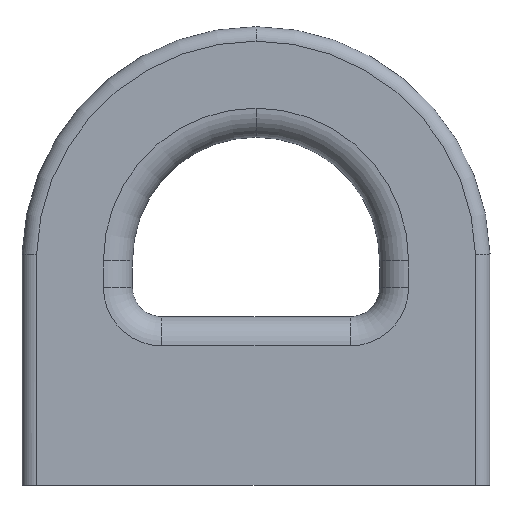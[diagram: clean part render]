
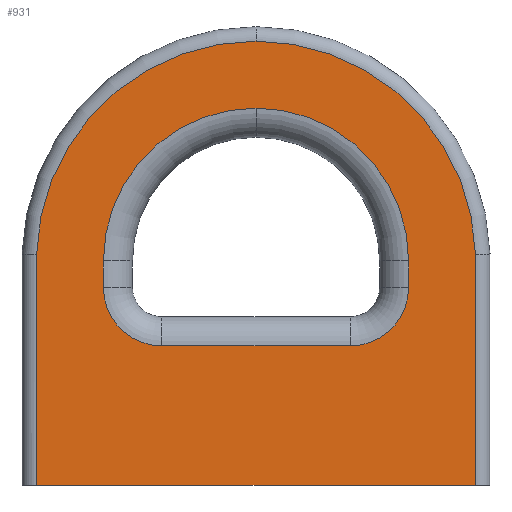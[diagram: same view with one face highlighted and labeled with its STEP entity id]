
A CAD part, front view. The second image highlights one B-rep face of the part: STEP entity #931.
In plain terms, the highlighted planar face has unit normal (0, -1, 0).
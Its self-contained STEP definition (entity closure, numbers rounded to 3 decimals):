
#24 = CIRCLE ( 'NONE', #274, 75.536 ) ;
#38 = EDGE_CURVE ( 'NONE', #435, #485, #281, .T. ) ;
#50 = VERTEX_POINT ( 'NONE', #777 ) ;
#58 = CARTESIAN_POINT ( 'NONE',  ( -82.751, -22.95, 160. ) ) ;
#77 = CARTESIAN_POINT ( 'NONE',  ( 0., -22.95, 77.249 ) ) ;
#129 = CARTESIAN_POINT ( 'NONE',  ( -75.502, -22.95, 79.509 ) ) ;
#145 = FACE_OUTER_BOUND ( 'NONE', #335, .T. ) ;
#149 = DIRECTION ( 'NONE',  ( 0., -1., 0. ) ) ;
#150 = EDGE_CURVE ( 'NONE', #1235, #1120, #1211, .T. ) ;
#151 = DIRECTION ( 'NONE',  ( 0., 1., 0. ) ) ;
#163 = CIRCLE ( 'NONE', #1193, 52.5 ) ;
#168 = DIRECTION ( 'NONE',  ( 0., 0., -1. ) ) ;
#180 = DIRECTION ( 'NONE',  ( 0., 0., 1. ) ) ;
#195 = ORIENTED_EDGE ( 'NONE', *, *, #1075, .T. ) ;
#213 = EDGE_CURVE ( 'NONE', #275, #940, #985, .T. ) ;
#219 = DIRECTION ( 'NONE',  ( 0., 0., -1. ) ) ;
#234 = LINE ( 'NONE', #997, #248 ) ;
#248 = VECTOR ( 'NONE', #906, 1000. ) ;
#266 = DIRECTION ( 'NONE',  ( 0., -1., 0. ) ) ;
#272 = CARTESIAN_POINT ( 'NONE',  ( -75.502, -22.95, 160. ) ) ;
#274 = AXIS2_PLACEMENT_3D ( 'NONE', #528, #149, #1025 ) ;
#275 = VERTEX_POINT ( 'NONE', #671 ) ;
#276 = DIRECTION ( 'NONE',  ( 0., 0., 1. ) ) ;
#280 = DIRECTION ( 'NONE',  ( 0., 1., 0. ) ) ;
#281 = LINE ( 'NONE', #1166, #782 ) ;
#282 = EDGE_CURVE ( 'NONE', #1120, #903, #163, .T. ) ;
#302 = ORIENTED_EDGE ( 'NONE', *, *, #213, .T. ) ;
#312 = CARTESIAN_POINT ( 'NONE',  ( 52.5, -22.95, 160. ) ) ;
#318 = AXIS2_PLACEMENT_3D ( 'NONE', #77, #1054, #180 ) ;
#335 = EDGE_LOOP ( 'NONE', ( #859, #1256, #1236, #1191, #195 ) ) ;
#336 = PLANE ( 'NONE',  #973 ) ;
#349 = DIRECTION ( 'NONE',  ( -1., 0., 0. ) ) ;
#370 = CARTESIAN_POINT ( 'NONE',  ( 52.5, -22.95, 67.999 ) ) ;
#391 = EDGE_LOOP ( 'NONE', ( #302, #1230, #440, #1102, #1099, #897, #928 ) ) ;
#435 = VERTEX_POINT ( 'NONE', #513 ) ;
#440 = ORIENTED_EDGE ( 'NONE', *, *, #150, .T. ) ;
#442 = LINE ( 'NONE', #740, #517 ) ;
#445 = DIRECTION ( 'NONE',  ( 0., 0., 1. ) ) ;
#485 = VERTEX_POINT ( 'NONE', #813 ) ;
#488 = VECTOR ( 'NONE', #219, 1000. ) ;
#495 = CARTESIAN_POINT ( 'NONE',  ( 0., -22.95, 77.249 ) ) ;
#501 = CARTESIAN_POINT ( 'NONE',  ( 52.5, -22.95, 77.249 ) ) ;
#513 = CARTESIAN_POINT ( 'NONE',  ( -75.502, -22.95, 0. ) ) ;
#517 = VECTOR ( 'NONE', #845, 1000. ) ;
#528 = CARTESIAN_POINT ( 'NONE',  ( 0., -22.95, 77.249 ) ) ;
#531 = CARTESIAN_POINT ( 'NONE',  ( -52.5, -22.95, 67.999 ) ) ;
#554 = EDGE_CURVE ( 'NONE', #676, #620, #24, .T. ) ;
#573 = EDGE_CURVE ( 'NONE', #1129, #681, #1033, .T. ) ;
#576 = VECTOR ( 'NONE', #168, 1000. ) ;
#606 = LINE ( 'NONE', #643, #1014 ) ;
#620 = VERTEX_POINT ( 'NONE', #129 ) ;
#635 = AXIS2_PLACEMENT_3D ( 'NONE', #647, #266, #1049 ) ;
#638 = DIRECTION ( 'NONE',  ( 0., 0., 1. ) ) ;
#643 = CARTESIAN_POINT ( 'NONE',  ( -82.751, -22.95, 47.999 ) ) ;
#647 = CARTESIAN_POINT ( 'NONE',  ( 0., -22.95, 77.249 ) ) ;
#654 = CARTESIAN_POINT ( 'NONE',  ( 0., -22.95, 129.749 ) ) ;
#671 = CARTESIAN_POINT ( 'NONE',  ( -32.5, -22.95, 47.999 ) ) ;
#676 = VERTEX_POINT ( 'NONE', #1048 ) ;
#681 = VERTEX_POINT ( 'NONE', #912 ) ;
#740 = CARTESIAN_POINT ( 'NONE',  ( 75.502, -22.95, 160. ) ) ;
#744 = AXIS2_PLACEMENT_3D ( 'NONE', #832, #944, #638 ) ;
#751 = CARTESIAN_POINT ( 'NONE',  ( -32.5, -22.95, 67.999 ) ) ;
#765 = DIRECTION ( 'NONE',  ( 0., 0., 1. ) ) ;
#777 = CARTESIAN_POINT ( 'NONE',  ( 75.502, -22.95, 79.509 ) ) ;
#782 = VECTOR ( 'NONE', #873, 1000. ) ;
#807 = LINE ( 'NONE', #312, #488 ) ;
#813 = CARTESIAN_POINT ( 'NONE',  ( 75.502, -22.95, 0. ) ) ;
#832 = CARTESIAN_POINT ( 'NONE',  ( 32.5, -22.95, 67.999 ) ) ;
#841 = EDGE_CURVE ( 'NONE', #903, #1129, #807, .T. ) ;
#845 = DIRECTION ( 'NONE',  ( 0., 0., 1. ) ) ;
#851 = EDGE_CURVE ( 'NONE', #940, #1235, #234, .T. ) ;
#859 = ORIENTED_EDGE ( 'NONE', *, *, #38, .T. ) ;
#873 = DIRECTION ( 'NONE',  ( 1., 0., 0. ) ) ;
#897 = ORIENTED_EDGE ( 'NONE', *, *, #573, .T. ) ;
#903 = VERTEX_POINT ( 'NONE', #501 ) ;
#905 = FACE_BOUND ( 'NONE', #391, .T. ) ;
#906 = DIRECTION ( 'NONE',  ( 0., 0., 1. ) ) ;
#912 = CARTESIAN_POINT ( 'NONE',  ( 32.5, -22.95, 47.999 ) ) ;
#928 = ORIENTED_EDGE ( 'NONE', *, *, #954, .T. ) ;
#931 = ADVANCED_FACE ( 'NONE', ( #905, #145 ), #336, .F. ) ;
#940 = VERTEX_POINT ( 'NONE', #531 ) ;
#944 = DIRECTION ( 'NONE',  ( 0., 1., 0. ) ) ;
#954 = EDGE_CURVE ( 'NONE', #681, #275, #606, .T. ) ;
#973 = AXIS2_PLACEMENT_3D ( 'NONE', #58, #151, #445 ) ;
#978 = CARTESIAN_POINT ( 'NONE',  ( -52.5, -22.95, 77.249 ) ) ;
#985 = CIRCLE ( 'NONE', #1232, 20. ) ;
#997 = CARTESIAN_POINT ( 'NONE',  ( -52.5, -22.95, 160. ) ) ;
#1014 = VECTOR ( 'NONE', #349, 1000. ) ;
#1025 = DIRECTION ( 'NONE',  ( 0., 0., 1. ) ) ;
#1033 = CIRCLE ( 'NONE', #744, 20. ) ;
#1048 = CARTESIAN_POINT ( 'NONE',  ( 0., -22.95, 152.785 ) ) ;
#1049 = DIRECTION ( 'NONE',  ( 0., 0., 1. ) ) ;
#1054 = DIRECTION ( 'NONE',  ( 0., 1., 0. ) ) ;
#1075 = EDGE_CURVE ( 'NONE', #620, #435, #1105, .T. ) ;
#1099 = ORIENTED_EDGE ( 'NONE', *, *, #841, .T. ) ;
#1102 = ORIENTED_EDGE ( 'NONE', *, *, #282, .T. ) ;
#1105 = LINE ( 'NONE', #272, #576 ) ;
#1109 = EDGE_CURVE ( 'NONE', #485, #50, #442, .T. ) ;
#1120 = VERTEX_POINT ( 'NONE', #654 ) ;
#1129 = VERTEX_POINT ( 'NONE', #370 ) ;
#1141 = EDGE_CURVE ( 'NONE', #50, #676, #1208, .T. ) ;
#1166 = CARTESIAN_POINT ( 'NONE',  ( -82.751, -22.95, 0. ) ) ;
#1191 = ORIENTED_EDGE ( 'NONE', *, *, #554, .T. ) ;
#1193 = AXIS2_PLACEMENT_3D ( 'NONE', #495, #1259, #765 ) ;
#1208 = CIRCLE ( 'NONE', #635, 75.536 ) ;
#1211 = CIRCLE ( 'NONE', #318, 52.5 ) ;
#1230 = ORIENTED_EDGE ( 'NONE', *, *, #851, .T. ) ;
#1232 = AXIS2_PLACEMENT_3D ( 'NONE', #751, #280, #276 ) ;
#1235 = VERTEX_POINT ( 'NONE', #978 ) ;
#1236 = ORIENTED_EDGE ( 'NONE', *, *, #1141, .T. ) ;
#1256 = ORIENTED_EDGE ( 'NONE', *, *, #1109, .T. ) ;
#1259 = DIRECTION ( 'NONE',  ( 0., 1., 0. ) ) ;
